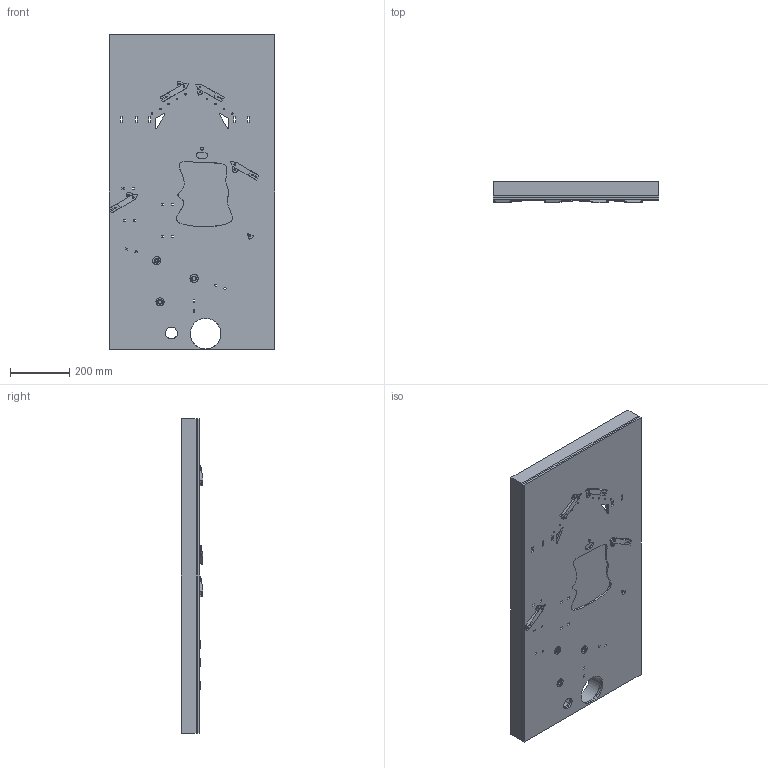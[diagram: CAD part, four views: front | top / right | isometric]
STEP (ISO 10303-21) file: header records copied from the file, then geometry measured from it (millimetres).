
FILE_DESCRIPTION(/* description */ (''),/* implementation_level */ '2;1');
FILE_NAME(/* name */ 'Flipper Assembly v53.step',/* time_stamp */ '2023-01-05T08:01:53+11:00',/* author */ (''),/* organization */ (''),/* preprocessor_version */ 'ST-DEVELOPER v19.2',/* originating_system */ 'Autodesk Translation Framework v11.17.0.187',/* authorisation */ '');
FILE_SCHEMA (('AUTOMOTIVE_DESIGN { 1 0 10303 214 3 1 1 }'));
Length unit declared in the file: millimetre
Products named in the file (22): Flipper Assembly; 6391K127_Oil-Embedded Bronze Sleeve Bearing; Flipper (1); Body; Acrylic; WhiteWood; Flipper (1)_1; Flipper (1)_2; Flipper (1)_3; Flipper; Flip Holder; Washer; Bumper; Bumper_1; Bumper_2; Bumper Floor; Bumper Bell; Bumper Shaft; 6391K215_Oil-Embedded Bronze Sleeve Bearing; Slingshot; Paths; Habitrail
Assembly tree (38 placements, depth 3):
  Flipper Assembly
    6391K127_Oil-Embedded Bronze Sleeve Bearing
    Flipper (1)
      Flipper
      Flip Holder
      Washer
    Body
      Acrylic
      WhiteWood
    Flipper (1)_1
      Flipper
      Flip Holder
      Washer
    Flipper (1)_2
      Flipper
      Flip Holder
      Washer
    Flipper (1)_3
      Flipper
      Flip Holder
      Washer
    Bumper
      Bumper Floor
      Bumper Bell
      Bumper Shaft
      6391K215_Oil-Embedded Bronze Sleeve Bearing
    Bumper_1
      Bumper Floor
      Bumper Bell
      Bumper Shaft
      6391K215_Oil-Embedded Bronze Sleeve Bearing
    Bumper_2
      Bumper Floor
      Bumper Bell
      Bumper Shaft
      6391K215_Oil-Embedded Bronze Sleeve Bearing
    Slingshot
    Paths
    Habitrail
Bounding box: 560.93 x 72.7 x 1065 mm (x, y, z)
Volume: 17924196.5 mm3; surface area: 3396917.1 mm2
Topology: 57 solids, 57 shells, 921 faces, 2370 edges, 1568 vertices
Faces by surface type: plane 562, cylinder 220, torus 85, bspline 48, cone 6
Full cylindrical faces by diameter (mm): 5 x47, 5.5 x12, 6.3 x8, 6.375 x1, 7.988 x1, 12.7 x3, 12.725 x3, 13.2 x3, 15.926 x6, 27 x3, 27.5 x9, 40 x2, 103.712 x2
Entity records: 27170 total; most frequent: CARTESIAN_POINT 10243, ORIENTED_EDGE 3402, DIRECTION 3240, EDGE_CURVE 1701, VERTEX_POINT 1122, AXIS2_PLACEMENT_3D 1084, LINE 1072, VECTOR 1072
